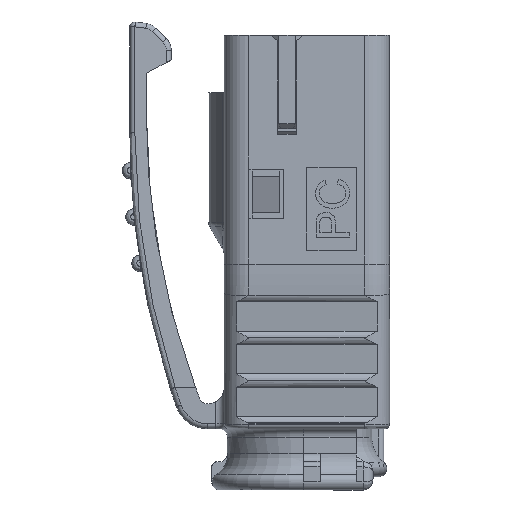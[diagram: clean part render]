
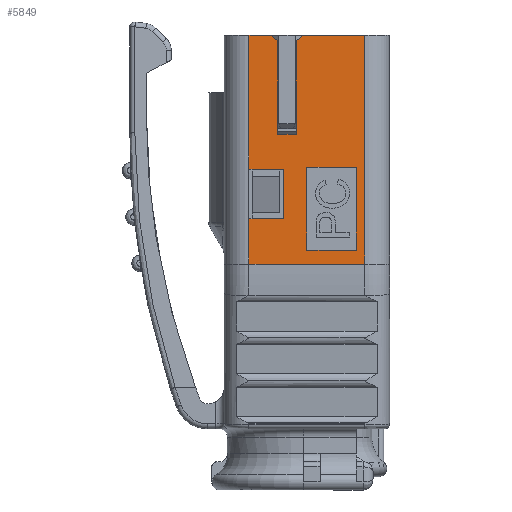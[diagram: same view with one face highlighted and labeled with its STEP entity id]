
A CAD part, left-side view. The second image highlights one B-rep face of the part: STEP entity #5849.
In plain terms, the highlighted planar face has unit normal (-1, 0, 0).
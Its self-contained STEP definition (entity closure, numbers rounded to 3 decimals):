
#124 = ORIENTED_EDGE ( 'NONE', *, *, #5651, .T. ) ;
#531 = VERTEX_POINT ( 'NONE', #12687 ) ;
#587 = ORIENTED_EDGE ( 'NONE', *, *, #18139, .T. ) ;
#654 = VERTEX_POINT ( 'NONE', #3952 ) ;
#877 = PLANE ( 'NONE',  #20426 ) ;
#917 = VERTEX_POINT ( 'NONE', #9621 ) ;
#1088 = CARTESIAN_POINT ( 'NONE',  ( -6.95, 5., 0. ) ) ;
#1640 = EDGE_CURVE ( 'NONE', #531, #9431, #10638, .T. ) ;
#2099 = VERTEX_POINT ( 'NONE', #12114 ) ;
#2197 = EDGE_LOOP ( 'NONE', ( #10067, #20857, #21225, #22188 ) ) ;
#2447 = CARTESIAN_POINT ( 'NONE',  ( -6.95, 3.5, -8.1 ) ) ;
#2512 = VECTOR ( 'NONE', #18236, 1000. ) ;
#2699 = DIRECTION ( 'NONE',  ( 0., 0., -1. ) ) ;
#3148 = DIRECTION ( 'NONE',  ( -1., 0., 0. ) ) ;
#3177 = VECTOR ( 'NONE', #23276, 1000. ) ;
#3412 = CARTESIAN_POINT ( 'NONE',  ( -6.95, 0.168, 0. ) ) ;
#3886 = VECTOR ( 'NONE', #8928, 1000. ) ;
#3952 = CARTESIAN_POINT ( 'NONE',  ( -6.95, 1.4, -8.1 ) ) ;
#4156 = VECTOR ( 'NONE', #15864, 1000. ) ;
#4403 = ORIENTED_EDGE ( 'NONE', *, *, #28940, .T. ) ;
#4551 = VECTOR ( 'NONE', #2699, 1000. ) ;
#4850 = DIRECTION ( 'NONE',  ( 0., 0.816, -0.577 ) ) ;
#4997 = EDGE_CURVE ( 'NONE', #28112, #917, #8497, .T. ) ;
#5388 = EDGE_CURVE ( 'NONE', #2099, #654, #15908, .T. ) ;
#5651 = EDGE_CURVE ( 'NONE', #9431, #14879, #15541, .T. ) ;
#5849 = ADVANCED_FACE ( 'NONE', ( #16563, #11267 ), #877, .T. ) ;
#6165 = LINE ( 'NONE', #1088, #18165 ) ;
#6330 = VERTEX_POINT ( 'NONE', #23045 ) ;
#6833 = EDGE_CURVE ( 'NONE', #23348, #18880, #20069, .T. ) ;
#6853 = EDGE_CURVE ( 'NONE', #28112, #2099, #8031, .T. ) ;
#7310 = VECTOR ( 'NONE', #20381, 1000. ) ;
#7688 = DIRECTION ( 'NONE',  ( 0., 0., 1. ) ) ;
#7770 = VECTOR ( 'NONE', #13625, 1000. ) ;
#7998 = EDGE_CURVE ( 'NONE', #17132, #23348, #12871, .T. ) ;
#8031 = LINE ( 'NONE', #27044, #7310 ) ;
#8161 = ORIENTED_EDGE ( 'NONE', *, *, #1640, .T. ) ;
#8355 = EDGE_CURVE ( 'NONE', #917, #531, #22400, .T. ) ;
#8497 = LINE ( 'NONE', #11236, #7770 ) ;
#8779 = ORIENTED_EDGE ( 'NONE', *, *, #15190, .T. ) ;
#8791 = VECTOR ( 'NONE', #18566, 1000. ) ;
#8928 = DIRECTION ( 'NONE',  ( 0., 0., 1. ) ) ;
#8945 = CARTESIAN_POINT ( 'NONE',  ( -6.95, 0., -13. ) ) ;
#8959 = VECTOR ( 'NONE', #7688, 1000. ) ;
#9025 = CARTESIAN_POINT ( 'NONE',  ( -6.95, 0., -8. ) ) ;
#9033 = CARTESIAN_POINT ( 'NONE',  ( -6.95, -3.5, 0. ) ) ;
#9431 = VERTEX_POINT ( 'NONE', #9033 ) ;
#9568 = ORIENTED_EDGE ( 'NONE', *, *, #6853, .F. ) ;
#9621 = CARTESIAN_POINT ( 'NONE',  ( -6.95, 3.5, -13.839 ) ) ;
#9724 = ORIENTED_EDGE ( 'NONE', *, *, #6833, .F. ) ;
#9839 = CARTESIAN_POINT ( 'NONE',  ( -6.95, 0., -13. ) ) ;
#9975 = CARTESIAN_POINT ( 'NONE',  ( -6.95, 0.65, -6. ) ) ;
#10067 = ORIENTED_EDGE ( 'NONE', *, *, #14255, .F. ) ;
#10270 = EDGE_CURVE ( 'NONE', #654, #28487, #25087, .T. ) ;
#10638 = LINE ( 'NONE', #16732, #27889 ) ;
#11163 = CARTESIAN_POINT ( 'NONE',  ( -6.95, 2.232, 0. ) ) ;
#11236 = CARTESIAN_POINT ( 'NONE',  ( -6.95, 3.5, 10. ) ) ;
#11267 = FACE_OUTER_BOUND ( 'NONE', #24047, .T. ) ;
#11277 = CARTESIAN_POINT ( 'NONE',  ( -6.95, 0.65, -6. ) ) ;
#11307 = LINE ( 'NONE', #25367, #16609 ) ;
#11550 = CARTESIAN_POINT ( 'NONE',  ( -6.95, 1.75, -6. ) ) ;
#11750 = CARTESIAN_POINT ( 'NONE',  ( -6.95, -3., -13. ) ) ;
#12114 = CARTESIAN_POINT ( 'NONE',  ( -6.95, 1.4, -11.1 ) ) ;
#12121 = ORIENTED_EDGE ( 'NONE', *, *, #10270, .F. ) ;
#12136 = CARTESIAN_POINT ( 'NONE',  ( -6.95, 1.75, -6. ) ) ;
#12144 = VECTOR ( 'NONE', #23509, 1000. ) ;
#12687 = CARTESIAN_POINT ( 'NONE',  ( -6.95, -3.5, -13.839 ) ) ;
#12871 = LINE ( 'NONE', #9975, #12144 ) ;
#13203 = CARTESIAN_POINT ( 'NONE',  ( -6.95, 3.5, -11.1 ) ) ;
#13625 = DIRECTION ( 'NONE',  ( 0., 0., -1. ) ) ;
#13753 = CARTESIAN_POINT ( 'NONE',  ( -6.95, 0.65, -0.341 ) ) ;
#13960 = VERTEX_POINT ( 'NONE', #16160 ) ;
#14126 = DIRECTION ( 'NONE',  ( 0., 0.816, 0.577 ) ) ;
#14197 = EDGE_CURVE ( 'NONE', #20405, #17550, #28534, .T. ) ;
#14255 = EDGE_CURVE ( 'NONE', #17550, #21260, #20487, .T. ) ;
#14744 = CARTESIAN_POINT ( 'NONE',  ( -6.95, 5., 0. ) ) ;
#14800 = LINE ( 'NONE', #11750, #8791 ) ;
#14879 = VERTEX_POINT ( 'NONE', #3412 ) ;
#15190 = EDGE_CURVE ( 'NONE', #24653, #28487, #21850, .T. ) ;
#15541 = LINE ( 'NONE', #14744, #22245 ) ;
#15864 = DIRECTION ( 'NONE',  ( 0., 1., 0. ) ) ;
#15908 = LINE ( 'NONE', #22480, #3886 ) ;
#16160 = CARTESIAN_POINT ( 'NONE',  ( -6.95, -3., -8. ) ) ;
#16169 = LINE ( 'NONE', #9025, #4156 ) ;
#16235 = CARTESIAN_POINT ( 'NONE',  ( -6.95, 3.5, 10. ) ) ;
#16264 = ORIENTED_EDGE ( 'NONE', *, *, #4997, .T. ) ;
#16563 = FACE_BOUND ( 'NONE', #2197, .T. ) ;
#16609 = VECTOR ( 'NONE', #14126, 1000. ) ;
#16732 = CARTESIAN_POINT ( 'NONE',  ( -6.95, -3.5, 10. ) ) ;
#16882 = DIRECTION ( 'NONE',  ( 0., 1., 0. ) ) ;
#16978 = VERTEX_POINT ( 'NONE', #11163 ) ;
#17130 = EDGE_CURVE ( 'NONE', #14879, #18880, #19987, .T. ) ;
#17132 = VERTEX_POINT ( 'NONE', #11550 ) ;
#17550 = VERTEX_POINT ( 'NONE', #8945 ) ;
#17882 = CARTESIAN_POINT ( 'NONE',  ( -6.95, -5., -13.839 ) ) ;
#18139 = EDGE_CURVE ( 'NONE', #6330, #16978, #11307, .T. ) ;
#18165 = VECTOR ( 'NONE', #16882, 1000. ) ;
#18236 = DIRECTION ( 'NONE',  ( 0., 1., 0. ) ) ;
#18554 = CARTESIAN_POINT ( 'NONE',  ( -6.95, 0., -13. ) ) ;
#18566 = DIRECTION ( 'NONE',  ( 0., 0., 1. ) ) ;
#18880 = VERTEX_POINT ( 'NONE', #13753 ) ;
#18927 = DIRECTION ( 'NONE',  ( 0., -1., 0. ) ) ;
#18975 = EDGE_CURVE ( 'NONE', #21260, #13960, #14800, .T. ) ;
#19340 = VECTOR ( 'NONE', #26847, 1000. ) ;
#19987 = LINE ( 'NONE', #22817, #25251 ) ;
#20069 = LINE ( 'NONE', #11277, #19340 ) ;
#20381 = DIRECTION ( 'NONE',  ( 0., -1., 0. ) ) ;
#20405 = VERTEX_POINT ( 'NONE', #28163 ) ;
#20426 = AXIS2_PLACEMENT_3D ( 'NONE', #27851, #3148, #18927 ) ;
#20487 = LINE ( 'NONE', #9839, #3177 ) ;
#20531 = ORIENTED_EDGE ( 'NONE', *, *, #8355, .T. ) ;
#20554 = ORIENTED_EDGE ( 'NONE', *, *, #23026, .T. ) ;
#20831 = DIRECTION ( 'NONE',  ( 0., 0., -1. ) ) ;
#20857 = ORIENTED_EDGE ( 'NONE', *, *, #14197, .F. ) ;
#21225 = ORIENTED_EDGE ( 'NONE', *, *, #26021, .F. ) ;
#21260 = VERTEX_POINT ( 'NONE', #22058 ) ;
#21522 = CARTESIAN_POINT ( 'NONE',  ( -6.95, 0.65, -6. ) ) ;
#21557 = DIRECTION ( 'NONE',  ( 0., 1., 0. ) ) ;
#21686 = VECTOR ( 'NONE', #26926, 1000. ) ;
#21850 = LINE ( 'NONE', #16235, #4551 ) ;
#22058 = CARTESIAN_POINT ( 'NONE',  ( -6.95, -3., -13. ) ) ;
#22188 = ORIENTED_EDGE ( 'NONE', *, *, #18975, .F. ) ;
#22245 = VECTOR ( 'NONE', #21557, 1000. ) ;
#22400 = LINE ( 'NONE', #17882, #21686 ) ;
#22480 = CARTESIAN_POINT ( 'NONE',  ( -6.95, 1.4, -8.1 ) ) ;
#22817 = CARTESIAN_POINT ( 'NONE',  ( -6.95, -1.325, 1.055 ) ) ;
#23026 = EDGE_CURVE ( 'NONE', #17132, #6330, #26949, .T. ) ;
#23045 = CARTESIAN_POINT ( 'NONE',  ( -6.95, 1.75, -0.341 ) ) ;
#23179 = ORIENTED_EDGE ( 'NONE', *, *, #7998, .F. ) ;
#23276 = DIRECTION ( 'NONE',  ( 0., -1., 0. ) ) ;
#23348 = VERTEX_POINT ( 'NONE', #21522 ) ;
#23509 = DIRECTION ( 'NONE',  ( 0., -1., 0. ) ) ;
#24047 = EDGE_LOOP ( 'NONE', ( #124, #27034, #9724, #23179, #20554, #587, #4403, #8779, #12121, #24059, #9568, #16264, #20531, #8161 ) ) ;
#24059 = ORIENTED_EDGE ( 'NONE', *, *, #5388, .F. ) ;
#24653 = VERTEX_POINT ( 'NONE', #27778 ) ;
#25087 = LINE ( 'NONE', #2447, #2512 ) ;
#25251 = VECTOR ( 'NONE', #4850, 1000. ) ;
#25367 = CARTESIAN_POINT ( 'NONE',  ( -6.95, 8.791, 4.638 ) ) ;
#26021 = EDGE_CURVE ( 'NONE', #13960, #20405, #16169, .T. ) ;
#26067 = CARTESIAN_POINT ( 'NONE',  ( -6.95, 3.5, -8.1 ) ) ;
#26847 = DIRECTION ( 'NONE',  ( 0., 0., 1. ) ) ;
#26926 = DIRECTION ( 'NONE',  ( 0., -1., 0. ) ) ;
#26949 = LINE ( 'NONE', #12136, #8959 ) ;
#27034 = ORIENTED_EDGE ( 'NONE', *, *, #17130, .T. ) ;
#27044 = CARTESIAN_POINT ( 'NONE',  ( -6.95, 1.4, -11.1 ) ) ;
#27778 = CARTESIAN_POINT ( 'NONE',  ( -6.95, 3.5, 0. ) ) ;
#27826 = VECTOR ( 'NONE', #20831, 1000. ) ;
#27851 = CARTESIAN_POINT ( 'NONE',  ( -6.95, 5., 10. ) ) ;
#27889 = VECTOR ( 'NONE', #27914, 1000. ) ;
#27914 = DIRECTION ( 'NONE',  ( 0., 0., 1. ) ) ;
#28112 = VERTEX_POINT ( 'NONE', #13203 ) ;
#28163 = CARTESIAN_POINT ( 'NONE',  ( -6.95, 0., -8. ) ) ;
#28487 = VERTEX_POINT ( 'NONE', #26067 ) ;
#28534 = LINE ( 'NONE', #18554, #27826 ) ;
#28940 = EDGE_CURVE ( 'NONE', #16978, #24653, #6165, .T. ) ;
